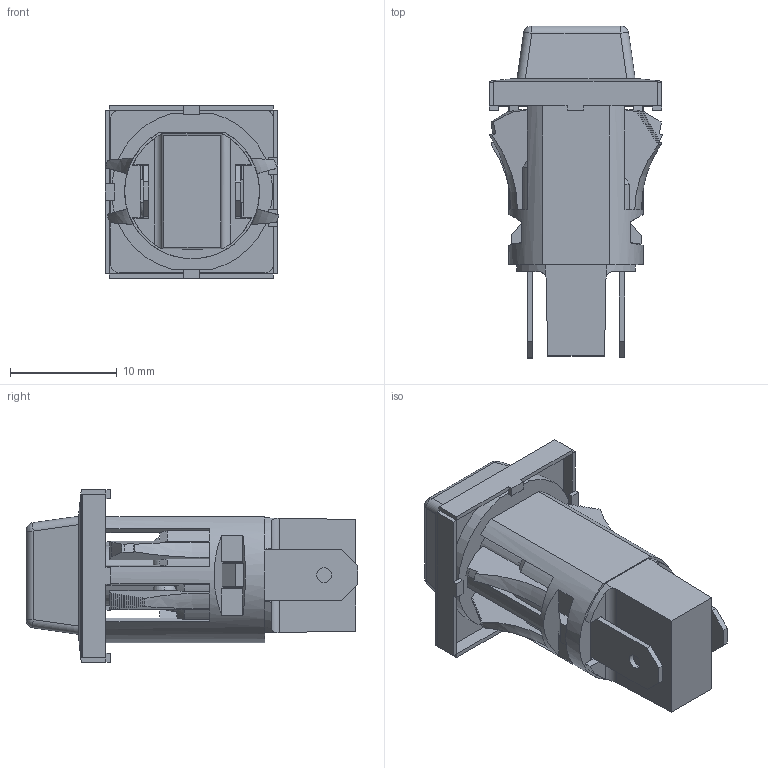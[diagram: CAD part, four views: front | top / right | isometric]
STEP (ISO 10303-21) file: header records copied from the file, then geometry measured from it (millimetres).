
FILE_DESCRIPTION (( 'STEP AP203' ), '1' );
FILE_NAME ('1050Q SERIES, N LENS OMNI-GLOW.STEP', '2017-09-28T22:54:21', ( '' ), ( '' ), 'SwSTEP 2.0', 'SolidWorks 2016', '' );
FILE_SCHEMA (( 'CONFIG_CONTROL_DESIGN' ));
Length unit declared in the file: inch
Products named in the file (7): MB1563S; LN2730_LN2730 for B7748; 1050Q SERIES, N LENS OMNI-GLOW; D11556-xx - A4397; E14065,6-A - C8185; E53911-A; MT4469T - C9470_Bend for General ASSY
Assembly tree (7 placements, depth 2):
  1050Q SERIES, N LENS OMNI-GLOW
    D11556-xx - A4397
    E14065,6-A - C8185
    E53911-A
    MT4469T - C9470_Bend for General ASSY  x2
    MB1563S
    LN2730_LN2730 for B7748
Bounding box: 16.29 x 31.13 x 16.18 mm (x, y, z)
Volume: 1711.9 mm3; surface area: 4803.8 mm2
Topology: 11 solids, 12 shells, 473 faces, 1276 edges, 806 vertices
Faces by surface type: plane 279, cylinder 118, torus 32, sphere 18, cone 18, bspline 8
Entity records: 14781 total; most frequent: CARTESIAN_POINT 3102, ORIENTED_EDGE 2322, DIRECTION 2262, EDGE_CURVE 1161, AXIS2_PLACEMENT_3D 765, VERTEX_POINT 743, VECTOR 732, LINE 732
